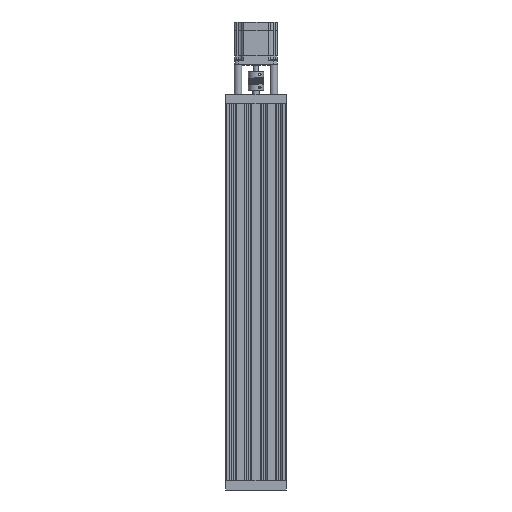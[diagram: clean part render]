
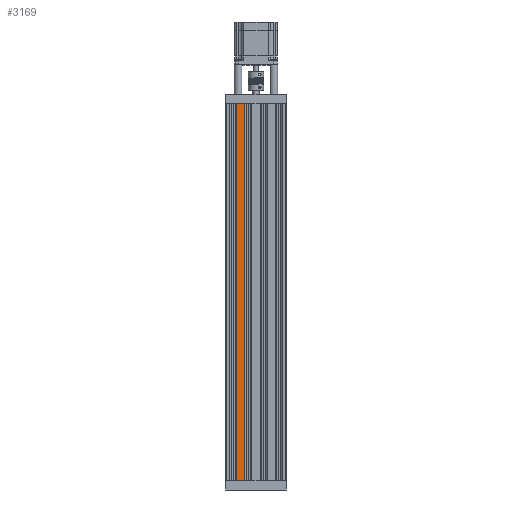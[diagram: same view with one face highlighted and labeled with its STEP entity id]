
A CAD part, front view. The second image highlights one B-rep face of the part: STEP entity #3169.
In plain terms, the highlighted face is planar.
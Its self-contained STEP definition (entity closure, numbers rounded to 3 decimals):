
#180 = CARTESIAN_POINT ( 'NONE',  ( -20., 25.42, 500. ) ) ;
#1595 = ORIENTED_EDGE ( 'NONE', *, *, #23977, .T. ) ;
#1977 = LINE ( 'NONE', #22705, #27330 ) ;
#3169 = ADVANCED_FACE ( 'NONE', ( #17510 ), #5338, .T. ) ;
#3637 = CARTESIAN_POINT ( 'NONE',  ( -20., 14.58, 500. ) ) ;
#4053 = LINE ( 'NONE', #9511, #22096 ) ;
#5338 = PLANE ( 'NONE',  #15435 ) ;
#6547 = VERTEX_POINT ( 'NONE', #9525 ) ;
#7765 = CARTESIAN_POINT ( 'NONE',  ( -20., 0., 500. ) ) ;
#8004 = DIRECTION ( 'NONE',  ( 0., 1., 0. ) ) ;
#9511 = CARTESIAN_POINT ( 'NONE',  ( -20., 25.42, 500. ) ) ;
#9525 = CARTESIAN_POINT ( 'NONE',  ( -20., 14.58, 500. ) ) ;
#10287 = DIRECTION ( 'NONE',  ( 0., -1., 0. ) ) ;
#12288 = ORIENTED_EDGE ( 'NONE', *, *, #20354, .F. ) ;
#12610 = CARTESIAN_POINT ( 'NONE',  ( -20., 25.42, 0. ) ) ;
#12688 = VERTEX_POINT ( 'NONE', #26286 ) ;
#14267 = VERTEX_POINT ( 'NONE', #12610 ) ;
#15435 = AXIS2_PLACEMENT_3D ( 'NONE', #22509, #24990, #10287 ) ;
#15678 = EDGE_LOOP ( 'NONE', ( #12288, #22077, #20451, #1595 ) ) ;
#16942 = DIRECTION ( 'NONE',  ( 0., 0., -1. ) ) ;
#17510 = FACE_OUTER_BOUND ( 'NONE', #15678, .T. ) ;
#18349 = DIRECTION ( 'NONE',  ( 0., 0., -1. ) ) ;
#19104 = EDGE_CURVE ( 'NONE', #6547, #21521, #20450, .T. ) ;
#20354 = EDGE_CURVE ( 'NONE', #12688, #14267, #1977, .T. ) ;
#20450 = LINE ( 'NONE', #7765, #27011 ) ;
#20451 = ORIENTED_EDGE ( 'NONE', *, *, #19104, .T. ) ;
#21115 = VECTOR ( 'NONE', #18349, 1000. ) ;
#21125 = EDGE_CURVE ( 'NONE', #6547, #12688, #28443, .T. ) ;
#21521 = VERTEX_POINT ( 'NONE', #180 ) ;
#22077 = ORIENTED_EDGE ( 'NONE', *, *, #21125, .F. ) ;
#22096 = VECTOR ( 'NONE', #16942, 1000. ) ;
#22445 = DIRECTION ( 'NONE',  ( 0., 1., 0. ) ) ;
#22509 = CARTESIAN_POINT ( 'NONE',  ( -20., 0., 500. ) ) ;
#22705 = CARTESIAN_POINT ( 'NONE',  ( -20., 0., 0. ) ) ;
#23977 = EDGE_CURVE ( 'NONE', #21521, #14267, #4053, .T. ) ;
#24990 = DIRECTION ( 'NONE',  ( -1., 0., 0. ) ) ;
#26286 = CARTESIAN_POINT ( 'NONE',  ( -20., 14.58, 0. ) ) ;
#27011 = VECTOR ( 'NONE', #22445, 1000. ) ;
#27330 = VECTOR ( 'NONE', #8004, 1000. ) ;
#28443 = LINE ( 'NONE', #3637, #21115 ) ;
